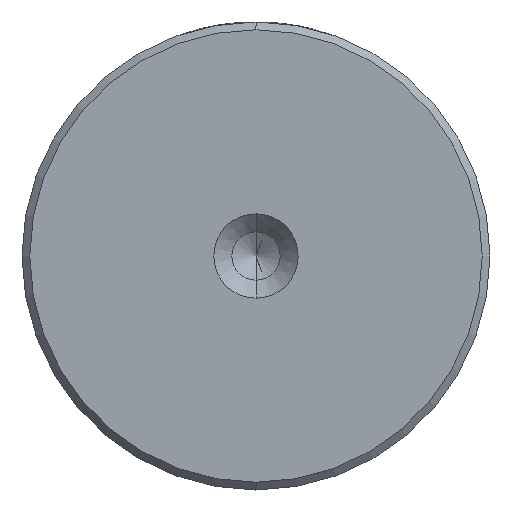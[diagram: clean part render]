
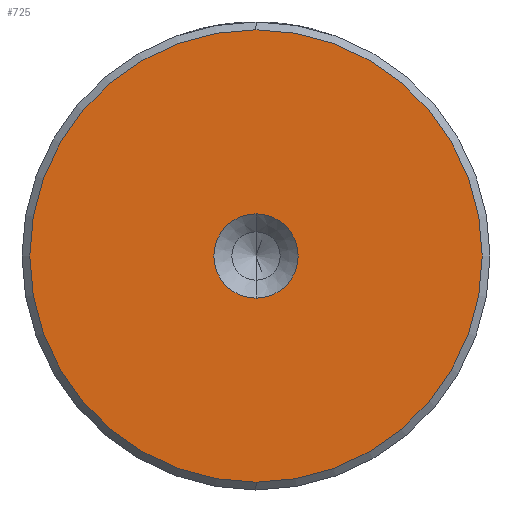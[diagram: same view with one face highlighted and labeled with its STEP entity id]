
A CAD part, left-side view. The second image highlights one B-rep face of the part: STEP entity #725.
In plain terms, the highlighted planar face has unit normal (-1, 0, 0).
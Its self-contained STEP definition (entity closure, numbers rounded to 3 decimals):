
#95 = EDGE_CURVE ( 'NONE', #1653, #1366, #2027, .T. ) ;
#157 = AXIS2_PLACEMENT_3D ( 'NONE', #367, #361, #339 ) ;
#202 = AXIS2_PLACEMENT_3D ( 'NONE', #433, #1601, #594 ) ;
#230 = DIRECTION ( 'NONE',  ( 0., 0., 1. ) ) ;
#248 = DIRECTION ( 'NONE',  ( -1., 0., 0. ) ) ;
#316 = AXIS2_PLACEMENT_3D ( 'NONE', #437, #248, #230 ) ;
#333 = ORIENTED_EDGE ( 'NONE', *, *, #95, .T. ) ;
#339 = DIRECTION ( 'NONE',  ( 0., 0., 1. ) ) ;
#359 = ORIENTED_EDGE ( 'NONE', *, *, #2189, .T. ) ;
#361 = DIRECTION ( 'NONE',  ( -1., 0., 0. ) ) ;
#367 = CARTESIAN_POINT ( 'NONE',  ( 0., 0., 0. ) ) ;
#433 = CARTESIAN_POINT ( 'NONE',  ( 0., 0., 0. ) ) ;
#437 = CARTESIAN_POINT ( 'NONE',  ( 0., 0., 0. ) ) ;
#479 = VERTEX_POINT ( 'NONE', #1910 ) ;
#481 = FACE_BOUND ( 'NONE', #2005, .T. ) ;
#525 = CIRCLE ( 'NONE', #316, 2.7 ) ;
#594 = DIRECTION ( 'NONE',  ( 0., 0., 1. ) ) ;
#611 = CIRCLE ( 'NONE', #1212, 2.7 ) ;
#660 = EDGE_CURVE ( 'NONE', #479, #862, #525, .T. ) ;
#725 = ADVANCED_FACE ( 'NONE', ( #833, #481 ), #1680, .T. ) ;
#833 = FACE_OUTER_BOUND ( 'NONE', #1341, .T. ) ;
#858 = CARTESIAN_POINT ( 'NONE',  ( 0., 0., -14.5 ) ) ;
#862 = VERTEX_POINT ( 'NONE', #1579 ) ;
#923 = ORIENTED_EDGE ( 'NONE', *, *, #1858, .F. ) ;
#965 = CARTESIAN_POINT ( 'NONE',  ( 0., 0., 0. ) ) ;
#1131 = DIRECTION ( 'NONE',  ( 0., 0., 1. ) ) ;
#1150 = ORIENTED_EDGE ( 'NONE', *, *, #660, .F. ) ;
#1212 = AXIS2_PLACEMENT_3D ( 'NONE', #965, #2130, #1131 ) ;
#1341 = EDGE_LOOP ( 'NONE', ( #359, #333 ) ) ;
#1366 = VERTEX_POINT ( 'NONE', #858 ) ;
#1524 = CARTESIAN_POINT ( 'NONE',  ( 0., 0., 0. ) ) ;
#1579 = CARTESIAN_POINT ( 'NONE',  ( 0., 0., 2.7 ) ) ;
#1601 = DIRECTION ( 'NONE',  ( -1., 0., 0. ) ) ;
#1653 = VERTEX_POINT ( 'NONE', #2158 ) ;
#1672 = AXIS2_PLACEMENT_3D ( 'NONE', #1524, #2193, #2183 ) ;
#1680 = PLANE ( 'NONE',  #1672 ) ;
#1858 = EDGE_CURVE ( 'NONE', #862, #479, #611, .T. ) ;
#1910 = CARTESIAN_POINT ( 'NONE',  ( 0., 0., -2.7 ) ) ;
#2005 = EDGE_LOOP ( 'NONE', ( #923, #1150 ) ) ;
#2027 = CIRCLE ( 'NONE', #157, 14.5 ) ;
#2029 = CIRCLE ( 'NONE', #202, 14.5 ) ;
#2130 = DIRECTION ( 'NONE',  ( -1., 0., 0. ) ) ;
#2158 = CARTESIAN_POINT ( 'NONE',  ( 0., 0., 14.5 ) ) ;
#2183 = DIRECTION ( 'NONE',  ( 0., 0., 1. ) ) ;
#2189 = EDGE_CURVE ( 'NONE', #1366, #1653, #2029, .T. ) ;
#2193 = DIRECTION ( 'NONE',  ( -1., 0., 0. ) ) ;
